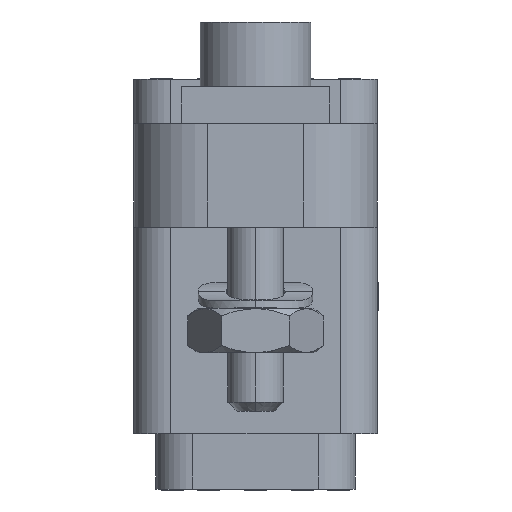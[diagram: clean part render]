
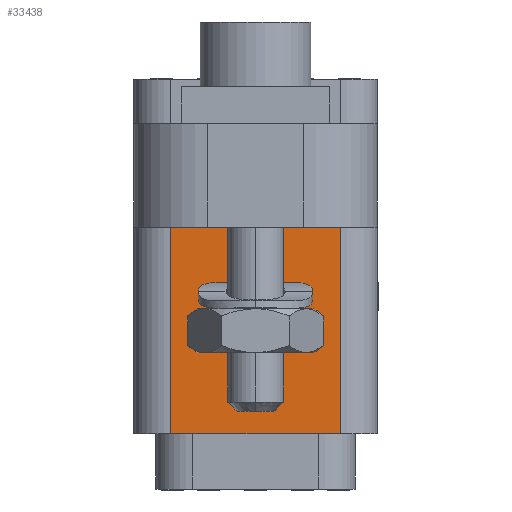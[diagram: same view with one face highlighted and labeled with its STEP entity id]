
A CAD part, left-side view. The second image highlights one B-rep face of the part: STEP entity #33438.
In plain terms, the highlighted planar face has unit normal (-1, 0, 0).
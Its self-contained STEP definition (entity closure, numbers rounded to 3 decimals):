
#2034=DIRECTION('',(0.,-1.,0.));
#2035=VECTOR('',#2034,9.2);
#2036=CARTESIAN_POINT('',(-13.6,4.6,11.2));
#2037=LINE('',#2036,#2035);
#2038=DIRECTION('',(0.,0.,-1.));
#2039=VECTOR('',#2038,11.2);
#2040=CARTESIAN_POINT('',(-13.6,-4.6,11.2));
#2041=LINE('',#2040,#2039);
#2042=DIRECTION('',(0.,0.,-1.));
#2043=VECTOR('',#2042,11.2);
#2044=CARTESIAN_POINT('',(-13.6,4.6,11.2));
#2045=LINE('',#2044,#2043);
#2051=DIRECTION('',(0.,-1.,0.));
#2052=VECTOR('',#2051,9.2);
#2053=CARTESIAN_POINT('',(-13.6,4.6,0.));
#2054=LINE('',#2053,#2052);
#25597=CARTESIAN_POINT('',(-13.6,4.6,0.));
#25599=VERTEX_POINT('',#25597);
#25602=CARTESIAN_POINT('',(-13.6,-4.6,0.));
#25604=VERTEX_POINT('',#25602);
#26669=CARTESIAN_POINT('',(-13.6,4.6,11.2));
#26670=CARTESIAN_POINT('',(-13.6,-4.6,11.2));
#26671=VERTEX_POINT('',#26669);
#26672=VERTEX_POINT('',#26670);
#33425=CARTESIAN_POINT('',(-13.6,6.6,0.));
#33426=DIRECTION('',(-1.,0.,0.));
#33427=DIRECTION('',(0.,-1.,0.));
#33428=AXIS2_PLACEMENT_3D('',#33425,#33426,#33427);
#33429=PLANE('',#33428);
#33430=ORIENTED_EDGE('',*,*,#33402,.T.);
#33431=ORIENTED_EDGE('',*,*,#33392,.T.);
#33433=ORIENTED_EDGE('',*,*,#33432,.F.);
#33435=ORIENTED_EDGE('',*,*,#33434,.F.);
#33436=EDGE_LOOP('',(#33430,#33431,#33433,#33435));
#33437=FACE_OUTER_BOUND('',#33436,.F.);
#33438=ADVANCED_FACE('',(#33437),#33429,.T.);
#33392=EDGE_CURVE('',#26672,#25604,#2041,.T.);
#33402=EDGE_CURVE('',#26671,#26672,#2037,.T.);
#33432=EDGE_CURVE('',#25599,#25604,#2054,.T.);
#33434=EDGE_CURVE('',#26671,#25599,#2045,.T.);
